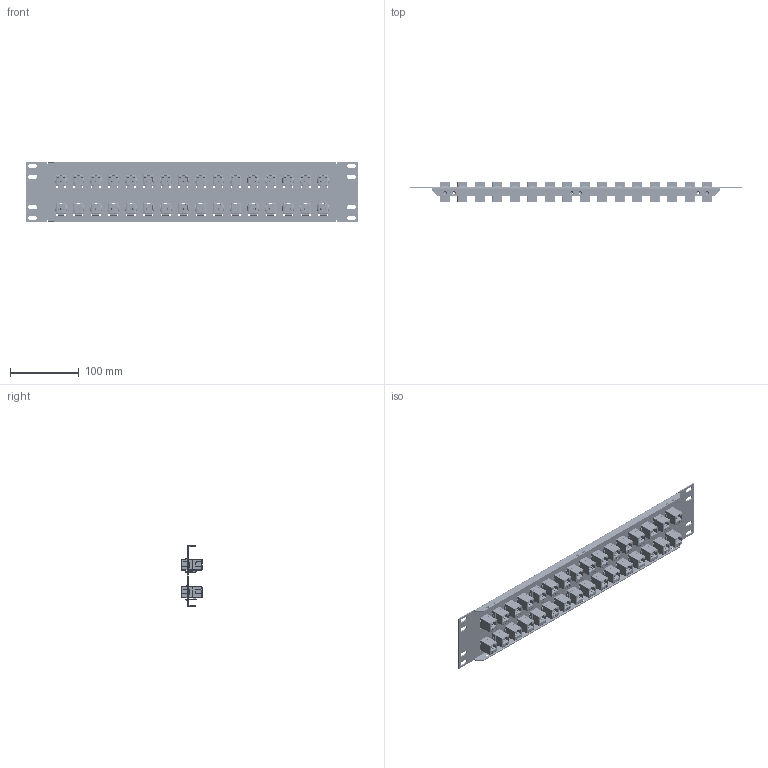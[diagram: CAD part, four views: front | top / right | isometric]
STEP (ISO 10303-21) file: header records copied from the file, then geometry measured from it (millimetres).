
FILE_DESCRIPTION (( 'STEP AP203' ), '1' );
FILE_NAME ('PR35C6A-32.STEP', '2014-10-15T18:48:21', ( 'x' ), ( '' ), 'SwSTEP 2.0', 'SolidWorks 2014', '' );
FILE_SCHEMA (( 'CONFIG_CONTROL_DESIGN' ));
Length unit declared in the file: inch
Products named in the file (3): PR35UT568-MA1; TDG1026KC6A_no label; PR35C6A-32
Assembly tree (33 placements, depth 2):
  PR35C6A-32
    PR35UT568-MA1
    TDG1026KC6A_no label  x32
Bounding box: 482.6 x 29.8 x 88.39 mm (x, y, z)
Volume: 228703.1 mm3; surface area: 214069.1 mm2
Topology: 33 solids, 33 shells, 9857 faces, 26766 edges, 17476 vertices
Faces by surface type: plane 6125, bspline 2472, cylinder 1044, sphere 128, torus 64, cone 24
Entity records: 61674 total; most frequent: CARTESIAN_POINT 29160, ORIENTED_EDGE 7280, DIRECTION 4870, EDGE_CURVE 3640, VECTOR 2626, LINE 2626, VERTEX_POINT 2410, EDGE_LOOP 1568
